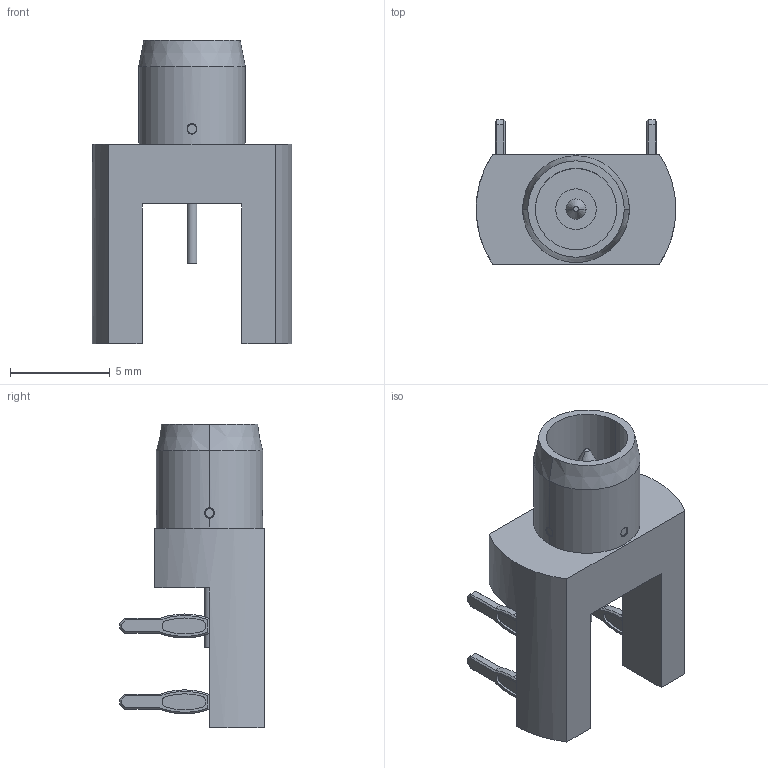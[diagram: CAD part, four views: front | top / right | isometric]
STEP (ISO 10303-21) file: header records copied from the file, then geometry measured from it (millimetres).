
FILE_DESCRIPTION (( 'STEP AP203' ), '1' );
FILE_NAME ('PE45333 ¦ FMCN1218.step', '2019-10-08T16:19:05', ( '' ), ( '' ), 'SwSTEP 2.0', 'SolidWorks 2018', '' );
FILE_SCHEMA (( 'CONFIG_CONTROL_DESIGN' ));
Length unit declared in the file: inch
Products named in the file (1): PE45333 ｦ FMCN1218
Bounding box: 10 x 7.25 x 15.2 mm (x, y, z)
Volume: 313.8 mm3; surface area: 526.2 mm2
Topology: 1 solids, 1 shells, 239 faces, 578 edges, 361 vertices
Faces by surface type: plane 120, cylinder 83, cone 36
Entity records: 7098 total; most frequent: CARTESIAN_POINT 1351, DIRECTION 1221, ORIENTED_EDGE 1156, EDGE_CURVE 578, AXIS2_PLACEMENT_3D 447, VERTEX_POINT 361, LINE 327, VECTOR 327
